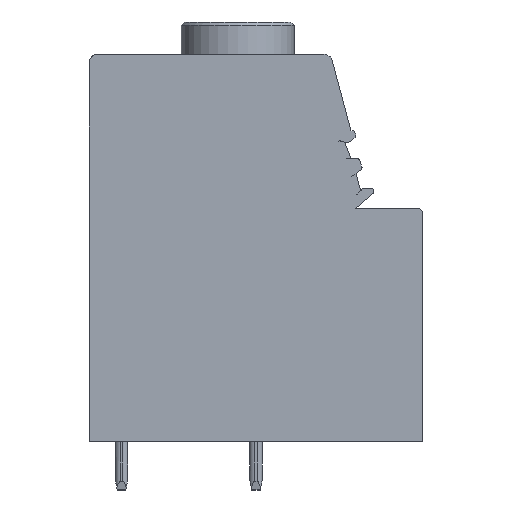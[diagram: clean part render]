
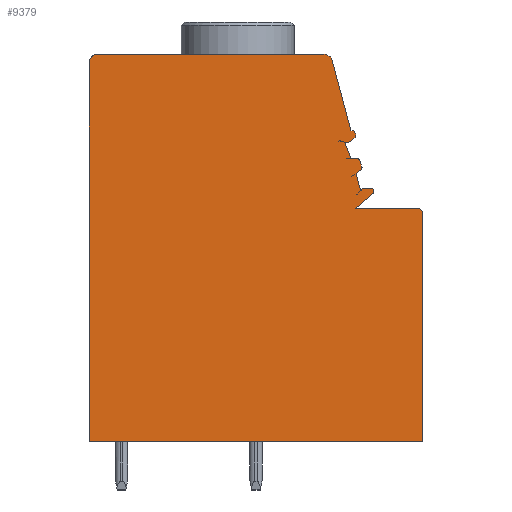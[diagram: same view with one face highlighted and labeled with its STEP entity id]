
A CAD part, front view. The second image highlights one B-rep face of the part: STEP entity #9379.
In plain terms, the highlighted planar face has unit normal (0, -1, 0).
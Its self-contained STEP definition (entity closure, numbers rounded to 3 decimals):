
#437=PLANE('',#10137);
#819=LINE('',#13920,#1775);
#1051=LINE('',#14720,#2007);
#1054=LINE('',#14726,#2010);
#1058=LINE('',#14738,#2014);
#1070=LINE('',#14762,#2026);
#1081=LINE('',#14781,#2037);
#1086=LINE('',#14795,#2042);
#1099=LINE('',#14824,#2055);
#1111=LINE('',#14848,#2067);
#1116=LINE('',#14862,#2072);
#1120=LINE('',#14874,#2076);
#1124=LINE('',#14886,#2080);
#1127=LINE('',#14892,#2083);
#1151=LINE('',#14951,#2107);
#1193=LINE('',#15061,#2149);
#1196=LINE('',#15067,#2152);
#1207=LINE('',#15097,#2163);
#1208=LINE('',#15099,#2164);
#1775=VECTOR('',#11148,1000.);
#2007=VECTOR('',#11792,1000.);
#2010=VECTOR('',#11797,1000.);
#2014=VECTOR('',#11809,1000.);
#2026=VECTOR('',#11829,1000.);
#2037=VECTOR('',#11842,1000.);
#2042=VECTOR('',#11855,1000.);
#2055=VECTOR('',#11876,1000.);
#2067=VECTOR('',#11890,1000.);
#2072=VECTOR('',#11903,1000.);
#2076=VECTOR('',#11915,1000.);
#2080=VECTOR('',#11927,1000.);
#2083=VECTOR('',#11932,1000.);
#2107=VECTOR('',#11984,1000.);
#2149=VECTOR('',#12096,1000.);
#2152=VECTOR('',#12105,1000.);
#2163=VECTOR('',#12146,1000.);
#2164=VECTOR('',#12147,1000.);
#4070=ORIENTED_EDGE('',*,*,#5715,.F.);
#4071=ORIENTED_EDGE('',*,*,#6237,.F.);
#4072=ORIENTED_EDGE('',*,*,#6238,.F.);
#4073=ORIENTED_EDGE('',*,*,#6040,.F.);
#4074=ORIENTED_EDGE('',*,*,#6043,.F.);
#4075=ORIENTED_EDGE('',*,*,#6046,.F.);
#4076=ORIENTED_EDGE('',*,*,#6049,.F.);
#4077=ORIENTED_EDGE('',*,*,#6052,.F.);
#4078=ORIENTED_EDGE('',*,*,#6055,.F.);
#4079=ORIENTED_EDGE('',*,*,#6066,.F.);
#4080=ORIENTED_EDGE('',*,*,#6222,.F.);
#4081=ORIENTED_EDGE('',*,*,#6077,.F.);
#4082=ORIENTED_EDGE('',*,*,#6081,.F.);
#4083=ORIENTED_EDGE('',*,*,#6084,.F.);
#4084=ORIENTED_EDGE('',*,*,#6087,.F.);
#4085=ORIENTED_EDGE('',*,*,#6099,.F.);
#4086=ORIENTED_EDGE('',*,*,#6219,.F.);
#4087=ORIENTED_EDGE('',*,*,#6111,.F.);
#4088=ORIENTED_EDGE('',*,*,#6115,.F.);
#4089=ORIENTED_EDGE('',*,*,#6118,.F.);
#4090=ORIENTED_EDGE('',*,*,#6121,.F.);
#4091=ORIENTED_EDGE('',*,*,#6124,.F.);
#4092=ORIENTED_EDGE('',*,*,#6127,.F.);
#4093=ORIENTED_EDGE('',*,*,#6130,.F.);
#4094=ORIENTED_EDGE('',*,*,#6133,.F.);
#4095=ORIENTED_EDGE('',*,*,#6136,.F.);
#4096=ORIENTED_EDGE('',*,*,#6164,.F.);
#4097=ORIENTED_EDGE('',*,*,#5485,.F.);
#5485=EDGE_CURVE('',#6844,#6845,#7740,.T.);
#5715=EDGE_CURVE('',#7004,#6844,#819,.T.);
#6040=EDGE_CURVE('',#7230,#7227,#7809,.T.);
#6043=EDGE_CURVE('',#7232,#7230,#1051,.T.);
#6046=EDGE_CURVE('',#7234,#7232,#1054,.T.);
#6049=EDGE_CURVE('',#7236,#7234,#7811,.T.);
#6052=EDGE_CURVE('',#7238,#7236,#1058,.T.);
#6055=EDGE_CURVE('',#7240,#7238,#7813,.T.);
#6066=EDGE_CURVE('',#7246,#7240,#1070,.T.);
#6077=EDGE_CURVE('',#7253,#7254,#1081,.T.);
#6081=EDGE_CURVE('',#7256,#7253,#7815,.T.);
#6084=EDGE_CURVE('',#7258,#7256,#1086,.T.);
#6087=EDGE_CURVE('',#7260,#7258,#7817,.T.);
#6099=EDGE_CURVE('',#7270,#7260,#1099,.T.);
#6111=EDGE_CURVE('',#7281,#7282,#1111,.T.);
#6115=EDGE_CURVE('',#7284,#7281,#7819,.T.);
#6118=EDGE_CURVE('',#7286,#7284,#1116,.T.);
#6121=EDGE_CURVE('',#7288,#7286,#7821,.T.);
#6124=EDGE_CURVE('',#7290,#7288,#1120,.T.);
#6127=EDGE_CURVE('',#7292,#7290,#7823,.T.);
#6130=EDGE_CURVE('',#7294,#7292,#1124,.T.);
#6133=EDGE_CURVE('',#7296,#7294,#1127,.T.);
#6136=EDGE_CURVE('',#7298,#7296,#7825,.T.);
#6164=EDGE_CURVE('',#6845,#7298,#1151,.T.);
#6219=EDGE_CURVE('',#7282,#7270,#1193,.T.);
#6222=EDGE_CURVE('',#7254,#7246,#1196,.T.);
#6237=EDGE_CURVE('',#7355,#7004,#1207,.T.);
#6238=EDGE_CURVE('',#7227,#7355,#1208,.T.);
#6844=VERTEX_POINT('',#13450);
#6845=VERTEX_POINT('',#13452);
#7004=VERTEX_POINT('',#13919);
#7227=VERTEX_POINT('',#14708);
#7230=VERTEX_POINT('',#14713);
#7232=VERTEX_POINT('',#14719);
#7234=VERTEX_POINT('',#14725);
#7236=VERTEX_POINT('',#14731);
#7238=VERTEX_POINT('',#14737);
#7240=VERTEX_POINT('',#14743);
#7246=VERTEX_POINT('',#14761);
#7253=VERTEX_POINT('',#14780);
#7254=VERTEX_POINT('',#14782);
#7256=VERTEX_POINT('',#14788);
#7258=VERTEX_POINT('',#14794);
#7260=VERTEX_POINT('',#14800);
#7270=VERTEX_POINT('',#14823);
#7281=VERTEX_POINT('',#14847);
#7282=VERTEX_POINT('',#14849);
#7284=VERTEX_POINT('',#14855);
#7286=VERTEX_POINT('',#14861);
#7288=VERTEX_POINT('',#14867);
#7290=VERTEX_POINT('',#14873);
#7292=VERTEX_POINT('',#14879);
#7294=VERTEX_POINT('',#14885);
#7296=VERTEX_POINT('',#14891);
#7298=VERTEX_POINT('',#14897);
#7355=VERTEX_POINT('',#15098);
#7740=CIRCLE('',#9686,0.8);
#7809=CIRCLE('',#10037,0.5);
#7811=CIRCLE('',#10042,0.298);
#7813=CIRCLE('',#10046,0.5);
#7815=CIRCLE('',#10051,0.25);
#7817=CIRCLE('',#10055,0.25);
#7819=CIRCLE('',#10060,0.5);
#7821=CIRCLE('',#10064,0.2);
#7823=CIRCLE('',#10068,0.2);
#7825=CIRCLE('',#10073,0.8);
#8205=EDGE_LOOP('',(#4070,#4071,#4072,#4073,#4074,#4075,#4076,#4077,#4078,
#4079,#4080,#4081,#4082,#4083,#4084,#4085,#4086,#4087,#4088,#4089,#4090,
#4091,#4092,#4093,#4094,#4095,#4096,#4097));
#8787=FACE_BOUND('',#8205,.T.);
#9379=ADVANCED_FACE('',(#8787),#437,.F.);
#9686=AXIS2_PLACEMENT_3D('',#13451,#10692,#10693);
#10037=AXIS2_PLACEMENT_3D('',#14714,#11786,#11787);
#10042=AXIS2_PLACEMENT_3D('',#14732,#11803,#11804);
#10046=AXIS2_PLACEMENT_3D('',#14744,#11815,#11816);
#10051=AXIS2_PLACEMENT_3D('',#14789,#11849,#11850);
#10055=AXIS2_PLACEMENT_3D('',#14801,#11861,#11862);
#10060=AXIS2_PLACEMENT_3D('',#14856,#11897,#11898);
#10064=AXIS2_PLACEMENT_3D('',#14868,#11909,#11910);
#10068=AXIS2_PLACEMENT_3D('',#14880,#11921,#11922);
#10073=AXIS2_PLACEMENT_3D('',#14898,#11938,#11939);
#10137=AXIS2_PLACEMENT_3D('',#15096,#12144,#12145);
#10692=DIRECTION('',(0.,1.,0.));
#10693=DIRECTION('',(1.,0.,0.));
#11148=DIRECTION('',(0.,0.,1.));
#11786=DIRECTION('',(0.,1.,0.));
#11787=DIRECTION('',(-1.,0.,0.));
#11792=DIRECTION('',(1.,0.,0.));
#11797=DIRECTION('',(-0.766,0.,-0.643));
#11803=DIRECTION('',(0.,1.,0.));
#11804=DIRECTION('',(-1.,0.,0.));
#11809=DIRECTION('',(1.,0.,0.));
#11815=DIRECTION('',(0.,1.,0.));
#11816=DIRECTION('',(1.,0.,0.));
#11829=DIRECTION('',(0.643,0.,0.766));
#11842=DIRECTION('',(-0.809,0.,-0.588));
#11849=DIRECTION('',(0.,1.,0.));
#11850=DIRECTION('',(-1.,0.,0.));
#11855=DIRECTION('',(0.309,0.,-0.951));
#11861=DIRECTION('',(0.,1.,0.));
#11862=DIRECTION('',(1.,0.,0.));
#11876=DIRECTION('',(1.,0.,0.));
#11890=DIRECTION('',(-0.97,0.,0.242));
#11897=DIRECTION('',(0.,1.,0.));
#11898=DIRECTION('',(1.,0.,0.));
#11903=DIRECTION('',(-0.809,0.,-0.587));
#11909=DIRECTION('',(0.,1.,0.));
#11910=DIRECTION('',(-1.,0.,0.));
#11915=DIRECTION('',(0.309,0.,-0.951));
#11921=DIRECTION('',(0.,1.,0.));
#11922=DIRECTION('',(1.,0.,0.));
#11927=DIRECTION('',(1.,0.,0.));
#11932=DIRECTION('',(0.259,0.,-0.966));
#11938=DIRECTION('',(0.,1.,0.));
#11939=DIRECTION('',(1.,0.,0.));
#11984=DIRECTION('',(1.,0.,0.));
#12096=DIRECTION('',(0.358,0.,-0.934));
#12105=DIRECTION('',(0.259,0.,-0.966));
#12144=DIRECTION('',(0.,1.,0.));
#12145=DIRECTION('',(0.,0.,1.));
#12146=DIRECTION('',(-1.,0.,0.));
#12147=DIRECTION('',(0.,0.,-1.));
#13450=CARTESIAN_POINT('',(-31.,-7.5,35.2));
#13451=CARTESIAN_POINT('',(-30.2,-7.5,35.2));
#13452=CARTESIAN_POINT('',(-30.2,-7.5,36.));
#13919=CARTESIAN_POINT('',(-31.,-7.5,0.));
#13920=CARTESIAN_POINT('',(-31.,-7.5,0.));
#14708=CARTESIAN_POINT('',(0.,-7.5,21.15));
#14713=CARTESIAN_POINT('',(-0.5,-7.5,21.65));
#14714=CARTESIAN_POINT('',(-0.5,-7.5,21.15));
#14719=CARTESIAN_POINT('',(-6.291,-7.5,21.65));
#14720=CARTESIAN_POINT('',(-6.291,-7.5,21.65));
#14725=CARTESIAN_POINT('',(-4.653,-7.5,23.024));
#14726=CARTESIAN_POINT('',(-6.291,-7.5,21.65));
#14731=CARTESIAN_POINT('',(-4.845,-7.5,23.55));
#14732=CARTESIAN_POINT('',(-4.845,-7.5,23.252));
#14737=CARTESIAN_POINT('',(-5.346,-7.5,23.55));
#14738=CARTESIAN_POINT('',(-4.845,-7.5,23.55));
#14743=CARTESIAN_POINT('',(-5.729,-7.5,23.371));
#14744=CARTESIAN_POINT('',(-5.346,-7.5,23.05));
#14761=CARTESIAN_POINT('',(-5.777,-7.5,23.314));
#14762=CARTESIAN_POINT('',(-5.729,-7.5,23.371));
#14780=CARTESIAN_POINT('',(-5.75,-7.5,25.233));
#14781=CARTESIAN_POINT('',(-6.203,-7.5,24.904));
#14782=CARTESIAN_POINT('',(-6.203,-7.5,24.904));
#14788=CARTESIAN_POINT('',(-5.659,-7.5,25.513));
#14789=CARTESIAN_POINT('',(-5.897,-7.5,25.436));
#14794=CARTESIAN_POINT('',(-5.859,-7.5,26.127));
#14795=CARTESIAN_POINT('',(-5.659,-7.5,25.513));
#14800=CARTESIAN_POINT('',(-6.096,-7.5,26.3));
#14801=CARTESIAN_POINT('',(-6.096,-7.5,26.05));
#14823=CARTESIAN_POINT('',(-6.657,-7.5,26.3));
#14824=CARTESIAN_POINT('',(-6.096,-7.5,26.3));
#14847=CARTESIAN_POINT('',(-7.173,-7.5,27.819));
#14848=CARTESIAN_POINT('',(-7.246,-7.5,27.837));
#14849=CARTESIAN_POINT('',(-7.246,-7.5,27.837));
#14855=CARTESIAN_POINT('',(-6.758,-7.5,27.9));
#14856=CARTESIAN_POINT('',(-7.052,-7.5,28.304));
#14861=CARTESIAN_POINT('',(-6.295,-7.5,28.236));
#14862=CARTESIAN_POINT('',(-6.758,-7.5,27.9));
#14867=CARTESIAN_POINT('',(-6.222,-7.5,28.46));
#14868=CARTESIAN_POINT('',(-6.412,-7.5,28.398));
#14873=CARTESIAN_POINT('',(-6.309,-7.5,28.727));
#14874=CARTESIAN_POINT('',(-6.222,-7.5,28.46));
#14879=CARTESIAN_POINT('',(-6.547,-7.5,28.9));
#14880=CARTESIAN_POINT('',(-6.508,-7.5,28.704));
#14885=CARTESIAN_POINT('',(-6.677,-7.5,28.9));
#14886=CARTESIAN_POINT('',(-6.547,-7.5,28.9));
#14891=CARTESIAN_POINT('',(-8.42,-7.5,35.407));
#14892=CARTESIAN_POINT('',(-8.42,-7.5,35.407));
#14897=CARTESIAN_POINT('',(-9.193,-7.5,36.));
#14898=CARTESIAN_POINT('',(-9.193,-7.5,35.2));
#14951=CARTESIAN_POINT('',(-30.2,-7.5,36.));
#15061=CARTESIAN_POINT('',(-7.246,-7.5,27.837));
#15067=CARTESIAN_POINT('',(-6.203,-7.5,24.904));
#15096=CARTESIAN_POINT('',(-30.2,-7.5,35.2));
#15097=CARTESIAN_POINT('',(0.,-7.5,0.));
#15098=CARTESIAN_POINT('',(0.,-7.5,0.));
#15099=CARTESIAN_POINT('',(0.,-7.5,21.15));
